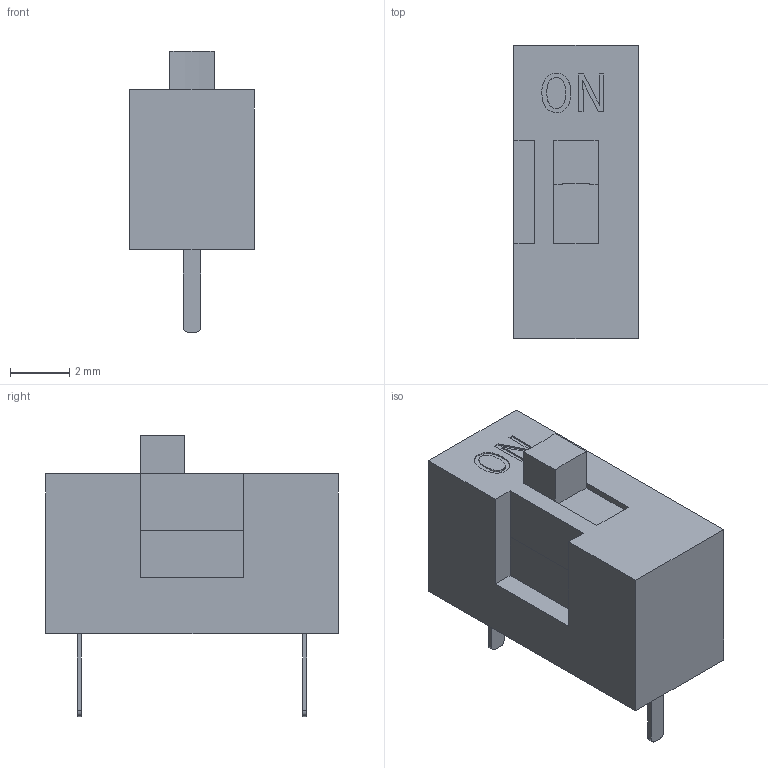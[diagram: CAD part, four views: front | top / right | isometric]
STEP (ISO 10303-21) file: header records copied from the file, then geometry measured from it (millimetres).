
FILE_DESCRIPTION(('FreeCAD Model'),'2;1');
FILE_NAME('Open CASCADE Shape Model','2024-04-07T11:45:16',(''),(''), 'Open CASCADE STEP processor 7.7','FreeCAD','Unknown');
FILE_SCHEMA(('AUTOMOTIVE_DESIGN { 1 0 10303 214 1 1 1 1 }'));
Length unit declared in the file: millimetre
Products named in the file (8): Part; Body; Insert; Switch; O; N; Legs; Leg
Assembly tree (8 placements, depth 3):
  Part
    Body
    Insert
    Switch
    O
    N
    Legs
      Leg  x2
Bounding box: 4.2 x 9.9 x 9.5 mm (x, y, z)
Volume: 218.6 mm3; surface area: 485.4 mm2
Topology: 7 solids, 7 shells, 107 faces, 266 edges, 176 vertices
Faces by surface type: plane 81, extrusion 20, cylinder 6
Entity records: 3205 total; most frequent: CARTESIAN_POINT 700, ORIENTED_EDGE 496, DIRECTION 412, EDGE_CURVE 248, VECTOR 220, LINE 200, VERTEX_POINT 164, FACE_BOUND 106
